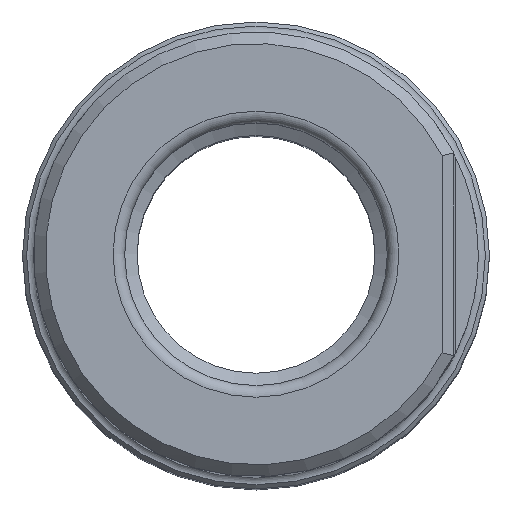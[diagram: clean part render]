
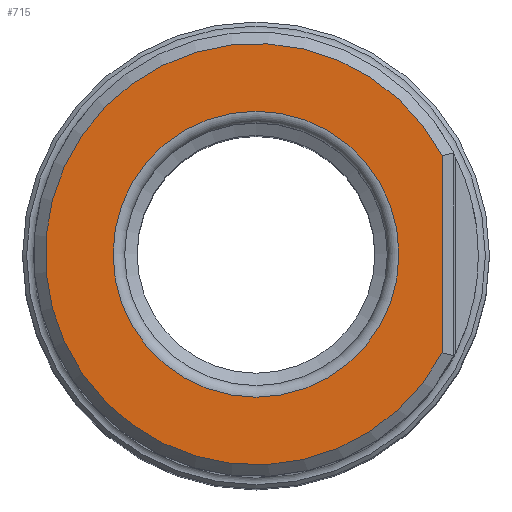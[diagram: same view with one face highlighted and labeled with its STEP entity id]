
A CAD part, top view. The second image highlights one B-rep face of the part: STEP entity #715.
In plain terms, the highlighted planar face has unit normal (0, 0, 1).
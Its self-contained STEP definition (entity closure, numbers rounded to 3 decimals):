
#20=PLANE('',#767);
#61=LINE('',#1057,#69);
#69=VECTOR('',#865,1000.);
#102=ORIENTED_EDGE('',*,*,#201,.T.);
#103=ORIENTED_EDGE('',*,*,#199,.T.);
#104=ORIENTED_EDGE('',*,*,#202,.T.);
#199=EDGE_CURVE('',#247,#246,#280,.T.);
#201=EDGE_CURVE('',#248,#248,#281,.F.);
#202=EDGE_CURVE('',#246,#247,#61,.T.);
#246=VERTEX_POINT('',#1047);
#247=VERTEX_POINT('',#1049);
#248=VERTEX_POINT('',#1056);
#280=CIRCLE('',#766,18.05);
#281=CIRCLE('',#768,12.25);
#314=EDGE_LOOP('',(#102));
#315=EDGE_LOOP('',(#103,#104));
#379=FACE_BOUND('',#314,.T.);
#380=FACE_BOUND('',#315,.T.);
#715=ADVANCED_FACE('',(#379,#380),#20,.F.);
#766=AXIS2_PLACEMENT_3D('',#1048,#859,#860);
#767=AXIS2_PLACEMENT_3D('',#1054,#861,#862);
#768=AXIS2_PLACEMENT_3D('',#1055,#863,#864);
#859=DIRECTION('',(0.,0.,1.));
#860=DIRECTION('',(1.,0.,0.));
#861=DIRECTION('',(0.,0.,-1.));
#862=DIRECTION('',(-1.,0.,0.));
#863=DIRECTION('',(0.,0.,1.));
#864=DIRECTION('',(1.,0.,0.));
#865=DIRECTION('',(0.,1.,0.));
#1047=CARTESIAN_POINT('',(15.95,-8.45,125.));
#1048=CARTESIAN_POINT('',(0.,0.,125.));
#1049=CARTESIAN_POINT('',(15.95,8.45,125.));
#1054=CARTESIAN_POINT('',(19.05,0.,125.));
#1055=CARTESIAN_POINT('',(0.,0.,125.));
#1056=CARTESIAN_POINT('',(12.25,0.,125.));
#1057=CARTESIAN_POINT('',(15.95,6.205,125.));
